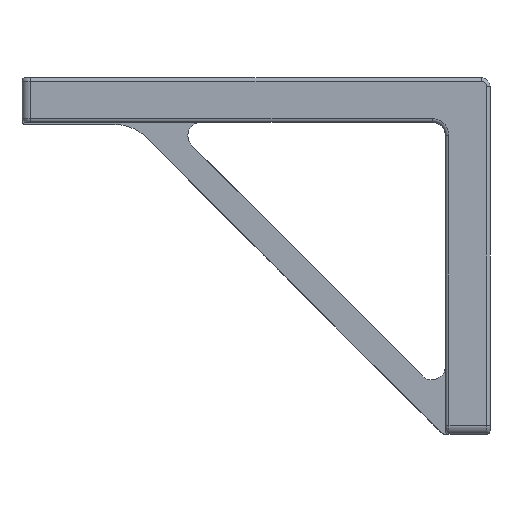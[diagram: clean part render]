
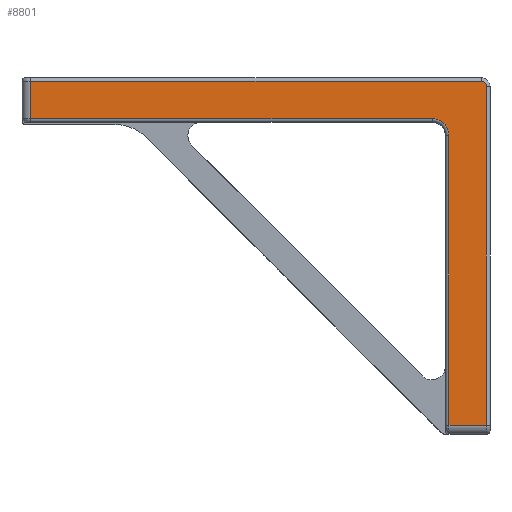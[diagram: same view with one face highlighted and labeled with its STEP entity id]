
A CAD part, left-side view. The second image highlights one B-rep face of the part: STEP entity #8801.
In plain terms, the highlighted planar face has unit normal (-1, 0, 0).
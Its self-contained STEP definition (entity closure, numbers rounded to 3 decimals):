
#357 = CARTESIAN_POINT ( 'NONE',  ( -40., 9.2, -38. ) ) ;
#1101 = DIRECTION ( 'NONE',  ( 0., -1., 0. ) ) ;
#1456 = VERTEX_POINT ( 'NONE', #3954 ) ;
#1551 = VERTEX_POINT ( 'NONE', #4361 ) ;
#1637 = ORIENTED_EDGE ( 'NONE', *, *, #4841, .T. ) ;
#1773 = ORIENTED_EDGE ( 'NONE', *, *, #2285, .T. ) ;
#1913 = VERTEX_POINT ( 'NONE', #8833 ) ;
#2037 = PLANE ( 'NONE',  #5148 ) ;
#2285 = EDGE_CURVE ( 'NONE', #1551, #12171, #5180, .T. ) ;
#2538 = ORIENTED_EDGE ( 'NONE', *, *, #11624, .T. ) ;
#2578 = VERTEX_POINT ( 'NONE', #6113 ) ;
#3129 = VECTOR ( 'NONE', #12540, 1000. ) ;
#3175 = EDGE_CURVE ( 'NONE', #1456, #2578, #7823, .T. ) ;
#3222 = FACE_OUTER_BOUND ( 'NONE', #5113, .T. ) ;
#3746 = CARTESIAN_POINT ( 'NONE',  ( -40., 103., 39.2 ) ) ;
#3889 = DIRECTION ( 'NONE',  ( 0., 0., 1. ) ) ;
#3954 = CARTESIAN_POINT ( 'NONE',  ( -40., 103., 30.8 ) ) ;
#3978 = DIRECTION ( 'NONE',  ( 0., -1., 0. ) ) ;
#4054 = DIRECTION ( 'NONE',  ( 0., 0., -1. ) ) ;
#4274 = VERTEX_POINT ( 'NONE', #5820 ) ;
#4361 = CARTESIAN_POINT ( 'NONE',  ( -40., 0.8, 38. ) ) ;
#4434 = VERTEX_POINT ( 'NONE', #8031 ) ;
#4644 = CARTESIAN_POINT ( 'NONE',  ( -40., 2., 38. ) ) ;
#4841 = EDGE_CURVE ( 'NONE', #2578, #1913, #7165, .T. ) ;
#5113 = EDGE_LOOP ( 'NONE', ( #1773, #11765, #2538, #9039, #1637, #6178, #12531, #10717 ) ) ;
#5148 = AXIS2_PLACEMENT_3D ( 'NONE', #11073, #11113, #11167 ) ;
#5180 = CIRCLE ( 'NONE', #9635, 1.2 ) ;
#5225 = LINE ( 'NONE', #10181, #7944 ) ;
#5359 = LINE ( 'NONE', #357, #3129 ) ;
#5450 = EDGE_CURVE ( 'NONE', #4434, #4274, #5836, .T. ) ;
#5647 = DIRECTION ( 'NONE',  ( 0., 0., -1. ) ) ;
#5655 = CARTESIAN_POINT ( 'NONE',  ( -40., 10., 30.8 ) ) ;
#5820 = CARTESIAN_POINT ( 'NONE',  ( -40., 0.8, -38. ) ) ;
#5836 = LINE ( 'NONE', #11157, #12400 ) ;
#6113 = CARTESIAN_POINT ( 'NONE',  ( -40., 13., 30.8 ) ) ;
#6178 = ORIENTED_EDGE ( 'NONE', *, *, #12650, .T. ) ;
#6551 = DIRECTION ( 'NONE',  ( 0., 0., -1. ) ) ;
#7165 = CIRCLE ( 'NONE', #7697, 3.8 ) ;
#7611 = DIRECTION ( 'NONE',  ( 1., 0., 0. ) ) ;
#7697 = AXIS2_PLACEMENT_3D ( 'NONE', #9529, #7611, #6551 ) ;
#7823 = LINE ( 'NONE', #5655, #9583 ) ;
#7944 = VECTOR ( 'NONE', #4054, 1000. ) ;
#7965 = CARTESIAN_POINT ( 'NONE',  ( -40., 0.8, -40. ) ) ;
#8031 = CARTESIAN_POINT ( 'NONE',  ( -40., 9.2, -38. ) ) ;
#8801 = ADVANCED_FACE ( '��1', ( #3222 ), #2037, .F. ) ;
#8833 = CARTESIAN_POINT ( 'NONE',  ( -40., 9.2, 27. ) ) ;
#9039 = ORIENTED_EDGE ( 'NONE', *, *, #3175, .T. ) ;
#9219 = CARTESIAN_POINT ( 'NONE',  ( -40., 2., 39.2 ) ) ;
#9529 = CARTESIAN_POINT ( 'NONE',  ( -40., 13., 27. ) ) ;
#9583 = VECTOR ( 'NONE', #3978, 1000. ) ;
#9635 = AXIS2_PLACEMENT_3D ( 'NONE', #4644, #11795, #5647 ) ;
#9685 = LINE ( 'NONE', #12255, #11292 ) ;
#9876 = VECTOR ( 'NONE', #3889, 1000. ) ;
#10181 = CARTESIAN_POINT ( 'NONE',  ( -40., 103., 30. ) ) ;
#10206 = LINE ( 'NONE', #7965, #9876 ) ;
#10393 = VERTEX_POINT ( 'NONE', #3746 ) ;
#10717 = ORIENTED_EDGE ( 'NONE', *, *, #10859, .T. ) ;
#10859 = EDGE_CURVE ( 'NONE', #4274, #1551, #10206, .T. ) ;
#11073 = CARTESIAN_POINT ( 'NONE',  ( -40., 10., -40. ) ) ;
#11113 = DIRECTION ( 'NONE',  ( 1., 0., 0. ) ) ;
#11157 = CARTESIAN_POINT ( 'NONE',  ( -40., 10., -38. ) ) ;
#11167 = DIRECTION ( 'NONE',  ( 0., 0., -1. ) ) ;
#11292 = VECTOR ( 'NONE', #12208, 1000. ) ;
#11624 = EDGE_CURVE ( 'NONE', #10393, #1456, #5225, .T. ) ;
#11765 = ORIENTED_EDGE ( 'NONE', *, *, #12169, .T. ) ;
#11795 = DIRECTION ( 'NONE',  ( -1., 0., 0. ) ) ;
#12169 = EDGE_CURVE ( 'NONE', #12171, #10393, #9685, .T. ) ;
#12171 = VERTEX_POINT ( 'NONE', #9219 ) ;
#12208 = DIRECTION ( 'NONE',  ( 0., 1., 0. ) ) ;
#12255 = CARTESIAN_POINT ( 'NONE',  ( -40., 10., 39.2 ) ) ;
#12400 = VECTOR ( 'NONE', #1101, 1000. ) ;
#12531 = ORIENTED_EDGE ( 'NONE', *, *, #5450, .T. ) ;
#12540 = DIRECTION ( 'NONE',  ( 0., 0., -1. ) ) ;
#12650 = EDGE_CURVE ( 'NONE', #1913, #4434, #5359, .T. ) ;
